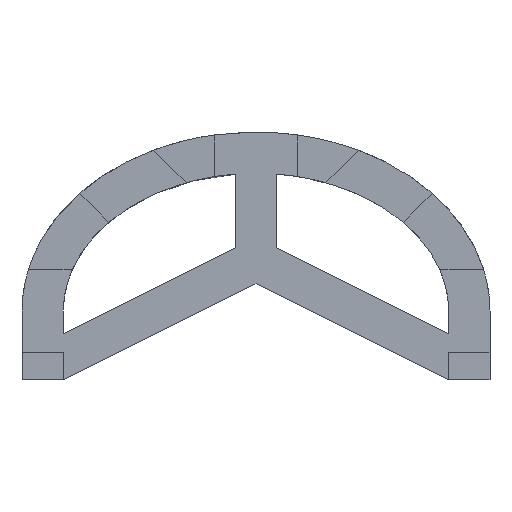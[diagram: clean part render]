
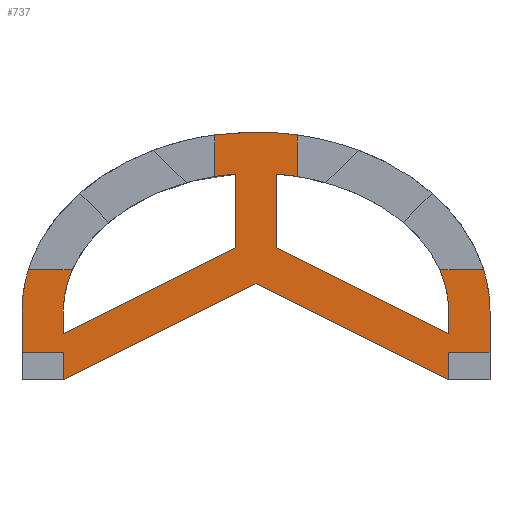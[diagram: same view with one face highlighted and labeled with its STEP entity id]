
A CAD part, top view. The second image highlights one B-rep face of the part: STEP entity #737.
In plain terms, the highlighted planar face has unit normal (0, 0, 1).
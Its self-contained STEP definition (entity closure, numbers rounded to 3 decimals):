
#21=ELLIPSE($,#777,70.,50.);
#25=ELLIPSE($,#781,70.,50.);
#26=ELLIPSE($,#785,85.,65.);
#27=ELLIPSE($,#786,85.,65.);
#28=ELLIPSE($,#787,70.,50.);
#29=ELLIPSE($,#788,70.,50.);
#30=ELLIPSE($,#789,85.,65.);
#54=FACE_OUTER_BOUND($,#93,.T.);
#93=EDGE_LOOP($,(#546,#547,#548,#549,#550,#551,#552,#553,#554,#555,#556,
#557,#558,#559,#560,#561,#562,#563,#564,#565,#566,#567,#568,#569,#570));
#116=LINE($,#1024,#203);
#120=LINE($,#1033,#207);
#124=LINE($,#1041,#211);
#127=LINE($,#1048,#214);
#131=LINE($,#1056,#218);
#134=LINE($,#1062,#221);
#137=LINE($,#1068,#224);
#143=LINE($,#1079,#230);
#144=LINE($,#1082,#231);
#148=LINE($,#1090,#235);
#159=LINE($,#1131,#246);
#164=LINE($,#1140,#251);
#165=LINE($,#1144,#252);
#166=LINE($,#1146,#253);
#167=LINE($,#1148,#254);
#168=LINE($,#1152,#255);
#169=LINE($,#1157,#256);
#170=LINE($,#1160,#257);
#203=VECTOR($,#823,69.877);
#207=VECTOR($,#829,78.262);
#211=VECTOR($,#835,78.262);
#214=VECTOR($,#840,69.877);
#218=VECTOR($,#846,26.692);
#221=VECTOR($,#851,26.692);
#224=VECTOR($,#856,10.);
#230=VECTOR($,#864,8.229);
#231=VECTOR($,#867,10.);
#235=VECTOR($,#873,8.229);
#246=VECTOR($,#904,15.);
#251=VECTOR($,#911,15.93);
#252=VECTOR($,#916,15.);
#253=VECTOR($,#917,15.);
#254=VECTOR($,#918,15.);
#255=VECTOR($,#921,15.93);
#256=VECTOR($,#926,15.141);
#257=VECTOR($,#929,15.141);
#290=VERTEX_POINT($,#1022);
#291=VERTEX_POINT($,#1023);
#294=VERTEX_POINT($,#1031);
#295=VERTEX_POINT($,#1032);
#298=VERTEX_POINT($,#1040);
#300=VERTEX_POINT($,#1046);
#301=VERTEX_POINT($,#1047);
#304=VERTEX_POINT($,#1055);
#306=VERTEX_POINT($,#1061);
#308=VERTEX_POINT($,#1067);
#312=VERTEX_POINT($,#1077);
#313=VERTEX_POINT($,#1081);
#316=VERTEX_POINT($,#1089);
#322=VERTEX_POINT($,#1112);
#329=VERTEX_POINT($,#1126);
#330=VERTEX_POINT($,#1130);
#333=VERTEX_POINT($,#1138);
#334=VERTEX_POINT($,#1142);
#335=VERTEX_POINT($,#1145);
#336=VERTEX_POINT($,#1147);
#337=VERTEX_POINT($,#1149);
#338=VERTEX_POINT($,#1151);
#339=VERTEX_POINT($,#1154);
#340=VERTEX_POINT($,#1156);
#341=VERTEX_POINT($,#1158);
#362=EDGE_CURVE($,#290,#291,#116,.T.);
#366=EDGE_CURVE($,#294,#295,#120,.T.);
#370=EDGE_CURVE($,#295,#298,#124,.T.);
#373=EDGE_CURVE($,#300,#301,#127,.T.);
#377=EDGE_CURVE($,#301,#304,#131,.T.);
#380=EDGE_CURVE($,#306,#290,#134,.T.);
#383=EDGE_CURVE($,#294,#308,#137,.T.);
#389=EDGE_CURVE($,#312,#291,#143,.T.);
#390=EDGE_CURVE($,#313,#298,#144,.T.);
#394=EDGE_CURVE($,#300,#316,#148,.T.);
#404=EDGE_CURVE($,#306,#322,#21,.T.);
#412=EDGE_CURVE($,#329,#312,#25,.T.);
#413=EDGE_CURVE($,#308,#330,#159,.T.);
#418=EDGE_CURVE($,#333,#329,#164,.T.);
#419=EDGE_CURVE($,#334,#333,#26,.T.);
#420=EDGE_CURVE($,#330,#334,#165,.T.);
#421=EDGE_CURVE($,#335,#313,#166,.T.);
#422=EDGE_CURVE($,#336,#335,#167,.T.);
#423=EDGE_CURVE($,#337,#336,#27,.T.);
#424=EDGE_CURVE($,#338,#337,#168,.T.);
#425=EDGE_CURVE($,#316,#338,#28,.T.);
#426=EDGE_CURVE($,#339,#304,#29,.T.);
#427=EDGE_CURVE($,#340,#339,#169,.T.);
#428=EDGE_CURVE($,#341,#340,#30,.T.);
#429=EDGE_CURVE($,#322,#341,#170,.T.);
#546=ORIENTED_EDGE($,*,*,#389,.F.);
#547=ORIENTED_EDGE($,*,*,#412,.F.);
#548=ORIENTED_EDGE($,*,*,#418,.F.);
#549=ORIENTED_EDGE($,*,*,#419,.F.);
#550=ORIENTED_EDGE($,*,*,#420,.F.);
#551=ORIENTED_EDGE($,*,*,#413,.F.);
#552=ORIENTED_EDGE($,*,*,#383,.F.);
#553=ORIENTED_EDGE($,*,*,#366,.T.);
#554=ORIENTED_EDGE($,*,*,#370,.T.);
#555=ORIENTED_EDGE($,*,*,#390,.F.);
#556=ORIENTED_EDGE($,*,*,#421,.F.);
#557=ORIENTED_EDGE($,*,*,#422,.F.);
#558=ORIENTED_EDGE($,*,*,#423,.F.);
#559=ORIENTED_EDGE($,*,*,#424,.F.);
#560=ORIENTED_EDGE($,*,*,#425,.F.);
#561=ORIENTED_EDGE($,*,*,#394,.F.);
#562=ORIENTED_EDGE($,*,*,#373,.T.);
#563=ORIENTED_EDGE($,*,*,#377,.T.);
#564=ORIENTED_EDGE($,*,*,#426,.F.);
#565=ORIENTED_EDGE($,*,*,#427,.F.);
#566=ORIENTED_EDGE($,*,*,#428,.F.);
#567=ORIENTED_EDGE($,*,*,#429,.F.);
#568=ORIENTED_EDGE($,*,*,#404,.F.);
#569=ORIENTED_EDGE($,*,*,#380,.T.);
#570=ORIENTED_EDGE($,*,*,#362,.T.);
#702=PLANE($,#784);
#737=ADVANCED_FACE($,(#54),#702,.T.);
#777=AXIS2_PLACEMENT_3D($,#1113,#888,#889);
#781=AXIS2_PLACEMENT_3D($,#1128,#900,#901);
#784=AXIS2_PLACEMENT_3D($,#1141,#912,#913);
#785=AXIS2_PLACEMENT_3D($,#1143,#914,#915);
#786=AXIS2_PLACEMENT_3D($,#1150,#919,#920);
#787=AXIS2_PLACEMENT_3D($,#1153,#922,#923);
#788=AXIS2_PLACEMENT_3D($,#1155,#924,#925);
#789=AXIS2_PLACEMENT_3D($,#1159,#927,#928);
#823=DIRECTION($,(-0.894,-0.447,0.));
#829=DIRECTION($,(0.894,0.447,0.));
#835=DIRECTION($,(0.894,-0.447,0.));
#840=DIRECTION($,(-0.894,0.447,0.));
#846=DIRECTION($,(0.,1.,0.));
#851=DIRECTION($,(0.,-1.,0.));
#856=DIRECTION($,(0.,1.,0.));
#864=DIRECTION($,(0.,-1.,0.));
#867=DIRECTION($,(0.,-1.,0.));
#873=DIRECTION($,(0.,1.,0.));
#888=DIRECTION('center_axis',(0.,0.,1.));
#889=DIRECTION('ref_axis',(-1.,0.,0.));
#900=DIRECTION('center_axis',(0.,0.,1.));
#901=DIRECTION('ref_axis',(-1.,0.,0.));
#904=DIRECTION($,(-1.,0.,0.));
#911=DIRECTION($,(1.,0.,0.));
#912=DIRECTION('center_axis',(0.,0.,1.));
#913=DIRECTION('ref_axis',(1.,0.,0.));
#914=DIRECTION('center_axis',(0.,0.,-1.));
#915=DIRECTION('ref_axis',(-1.,0.,0.));
#916=DIRECTION($,(0.,1.,0.));
#917=DIRECTION($,(-1.,0.,0.));
#918=DIRECTION($,(0.,-1.,0.));
#919=DIRECTION('center_axis',(0.,0.,-1.));
#920=DIRECTION('ref_axis',(-1.,0.,0.));
#921=DIRECTION($,(1.,0.,0.));
#922=DIRECTION('center_axis',(0.,0.,1.));
#923=DIRECTION('ref_axis',(-1.,0.,0.));
#924=DIRECTION('center_axis',(0.,0.,1.));
#925=DIRECTION('ref_axis',(-1.,0.,0.));
#926=DIRECTION($,(0.,-1.,0.));
#927=DIRECTION('center_axis',(0.,0.,-1.));
#928=DIRECTION('ref_axis',(-1.,0.,0.));
#929=DIRECTION($,(0.,1.,0.));
#1022=CARTESIAN_POINT('',(-7.5,23.021,3.));
#1023=CARTESIAN_POINT('',(-70.,-8.229,3.));
#1024=CARTESIAN_POINT($,(-7.5,23.021,3.));
#1031=CARTESIAN_POINT('',(-70.,-25.,3.));
#1032=CARTESIAN_POINT('',(0.,10.,3.));
#1033=CARTESIAN_POINT($,(-70.,-25.,3.));
#1040=CARTESIAN_POINT('',(70.,-25.,3.));
#1041=CARTESIAN_POINT($,(0.,10.,3.));
#1046=CARTESIAN_POINT('',(70.,-8.229,3.));
#1047=CARTESIAN_POINT('',(7.5,23.021,3.));
#1048=CARTESIAN_POINT($,(70.,-8.229,3.));
#1055=CARTESIAN_POINT('',(7.5,49.712,3.));
#1056=CARTESIAN_POINT($,(7.5,23.021,3.));
#1061=CARTESIAN_POINT('',(-7.5,49.712,3.));
#1062=CARTESIAN_POINT($,(-7.5,49.712,3.));
#1067=CARTESIAN_POINT('',(-70.,-15.,3.));
#1068=CARTESIAN_POINT($,(-70.,25.382,3.));
#1077=CARTESIAN_POINT('',(-70.,0.,3.));
#1079=CARTESIAN_POINT($,(-70.,0.,3.));
#1081=CARTESIAN_POINT('',(70.,-15.,3.));
#1082=CARTESIAN_POINT($,(70.,12.882,3.));
#1089=CARTESIAN_POINT('',(70.,0.,3.));
#1090=CARTESIAN_POINT($,(70.,-12.5,3.));
#1112=CARTESIAN_POINT('',(-15.,48.839,3.));
#1113=CARTESIAN_POINT('Origin',(0.,0.,3.));
#1126=CARTESIAN_POINT('',(-66.776,15.,3.));
#1128=CARTESIAN_POINT('Origin',(0.,0.,3.));
#1130=CARTESIAN_POINT('',(-85.,-15.,3.));
#1131=CARTESIAN_POINT($,(-38.4,-15.,3.));
#1138=CARTESIAN_POINT('',(-82.706,15.,3.));
#1140=CARTESIAN_POINT($,(-171.6,15.,3.));
#1141=CARTESIAN_POINT('Origin',(-105.,0.,3.));
#1142=CARTESIAN_POINT('',(-85.,0.,3.));
#1143=CARTESIAN_POINT('Origin',(0.,0.,3.));
#1144=CARTESIAN_POINT($,(-85.,-12.5,3.));
#1145=CARTESIAN_POINT('',(85.,-15.,3.));
#1146=CARTESIAN_POINT($,(140.4,-15.,3.));
#1147=CARTESIAN_POINT('',(85.,0.,3.));
#1148=CARTESIAN_POINT($,(85.,0.,3.));
#1149=CARTESIAN_POINT('',(82.706,15.,3.));
#1150=CARTESIAN_POINT('Origin',(0.,0.,3.));
#1151=CARTESIAN_POINT('',(66.776,15.,3.));
#1152=CARTESIAN_POINT($,(52.572,15.,3.));
#1153=CARTESIAN_POINT('Origin',(0.,0.,3.));
#1154=CARTESIAN_POINT('',(15.,48.839,3.));
#1155=CARTESIAN_POINT('Origin',(0.,0.,3.));
#1156=CARTESIAN_POINT('',(15.,63.98,3.));
#1157=CARTESIAN_POINT($,(15.,28.292,3.));
#1158=CARTESIAN_POINT('',(-15.,63.98,3.));
#1159=CARTESIAN_POINT('Origin',(0.,0.,3.));
#1160=CARTESIAN_POINT($,(-15.,68.615,3.));
